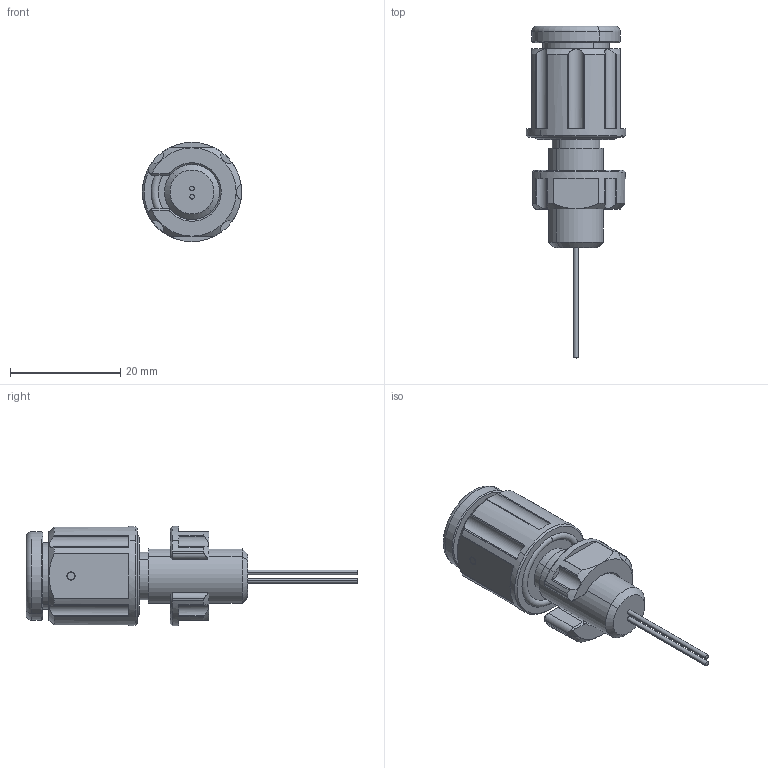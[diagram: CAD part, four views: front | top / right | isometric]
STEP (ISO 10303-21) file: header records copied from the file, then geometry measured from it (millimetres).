
FILE_DESCRIPTION (( 'STEP AP203' ), '1' );
FILE_NAME ('12020301-0040.STEP', '2023-10-04T08:28:41', ( '' ), ( '' ), 'SwSTEP 2.0', 'SolidWorks 2022', '' );
FILE_SCHEMA (( 'CONFIG_CONTROL_DESIGN' ));
Length unit declared in the file: millimetre
Products named in the file (1): 12020301-0040
Bounding box: 18 x 60.16 x 18 mm (x, y, z)
Volume: 6873.3 mm3; surface area: 3429.8 mm2
Topology: 2 solids, 2 shells, 171 faces, 423 edges, 264 vertices
Faces by surface type: cylinder 83, cone 42, plane 38, torus 8
Entity records: 5458 total; most frequent: CARTESIAN_POINT 1311, DIRECTION 893, ORIENTED_EDGE 842, EDGE_CURVE 421, AXIS2_PLACEMENT_3D 374, VERTEX_POINT 264, CIRCLE 202, EDGE_LOOP 181
